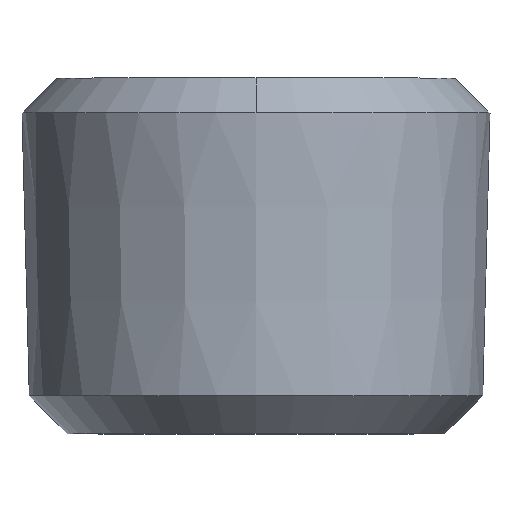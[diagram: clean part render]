
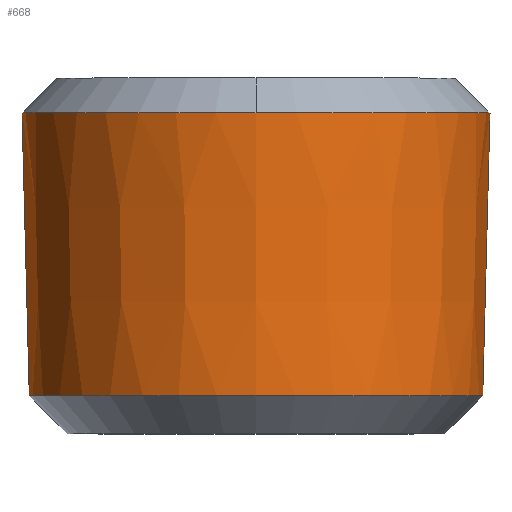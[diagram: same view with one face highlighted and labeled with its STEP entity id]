
A CAD part, top view. The second image highlights one B-rep face of the part: STEP entity #668.
In plain terms, the highlighted conical face has half-angle 1.47 degrees and reference radius 4.954 mm.
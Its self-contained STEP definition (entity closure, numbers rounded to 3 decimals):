
#138 = CIRCLE ( 'NONE', #142, 4.935 ) ;
#140 = CIRCLE ( 'NONE', #146, 4.782 ) ;
#141 = VECTOR ( 'NONE', #681, 1000. ) ;
#142 = AXIS2_PLACEMENT_3D ( 'NONE', #682, #683, #684 ) ;
#143 = CIRCLE ( 'NONE', #144, 4.935 ) ;
#144 = AXIS2_PLACEMENT_3D ( 'NONE', #685, #686, #687 ) ;
#146 = AXIS2_PLACEMENT_3D ( 'NONE', #688, #689, #690 ) ;
#148 = VECTOR ( 'NONE', #692, 1000. ) ;
#194 = AXIS2_PLACEMENT_3D ( 'NONE', #807, #808, #809 ) ;
#196 = CONICAL_SURFACE ( 'NONE', #194, 4.954, 0.026 ) ;
#225 = VERTEX_POINT ( 'NONE', #529 ) ;
#227 = VERTEX_POINT ( 'NONE', #527 ) ;
#228 = VERTEX_POINT ( 'NONE', #526 ) ;
#262 = EDGE_LOOP ( 'NONE', ( #949, #951, #950, #952, #953 ) ) ;
#325 = LINE ( 'NONE', #680, #141 ) ;
#326 = LINE ( 'NONE', #691, #148 ) ;
#354 = FACE_OUTER_BOUND ( 'NONE', #262, .T. ) ;
#526 = CARTESIAN_POINT ( 'NONE',  ( -4.782, 0.8, 0. ) ) ;
#527 = CARTESIAN_POINT ( 'NONE',  ( 4.935, 6.765, 0. ) ) ;
#529 = CARTESIAN_POINT ( 'NONE',  ( -4.935, 6.765, 0. ) ) ;
#624 = EDGE_CURVE ( 'NONE', #228, #225, #325, .T. ) ;
#625 = EDGE_CURVE ( 'NONE', #930, #225, #138, .T. ) ;
#626 = EDGE_CURVE ( 'NONE', #227, #930, #143, .T. ) ;
#627 = EDGE_CURVE ( 'NONE', #886, #228, #140, .T. ) ;
#628 = EDGE_CURVE ( 'NONE', #886, #227, #326, .T. ) ;
#668 = ADVANCED_FACE ( 'NONE', ( #354 ), #196, .T. ) ;
#680 = CARTESIAN_POINT ( 'NONE',  ( -4.954, 7.5, 0. ) ) ;
#681 = DIRECTION ( 'NONE',  ( -0.026, 1., 0. ) ) ;
#682 = CARTESIAN_POINT ( 'NONE',  ( 0., 6.765, 0. ) ) ;
#683 = DIRECTION ( 'NONE',  ( 0., -1., 0. ) ) ;
#684 = DIRECTION ( 'NONE',  ( -1., 0., 0. ) ) ;
#685 = CARTESIAN_POINT ( 'NONE',  ( 0., 6.765, 0. ) ) ;
#686 = DIRECTION ( 'NONE',  ( 0., -1., 0. ) ) ;
#687 = DIRECTION ( 'NONE',  ( -1., 0., 0. ) ) ;
#688 = CARTESIAN_POINT ( 'NONE',  ( 0., 0.8, 0. ) ) ;
#689 = DIRECTION ( 'NONE',  ( 0., -1., 0. ) ) ;
#690 = DIRECTION ( 'NONE',  ( 1., 0., 0. ) ) ;
#691 = CARTESIAN_POINT ( 'NONE',  ( 4.954, 7.5, 0. ) ) ;
#692 = DIRECTION ( 'NONE',  ( 0.026, 1., 0. ) ) ;
#807 = CARTESIAN_POINT ( 'NONE',  ( 0., 7.5, 0. ) ) ;
#808 = DIRECTION ( 'NONE',  ( 0., 1., 0. ) ) ;
#809 = DIRECTION ( 'NONE',  ( -1., 0., 0. ) ) ;
#814 = CARTESIAN_POINT ( 'NONE',  ( 4.782, 0.8, 0. ) ) ;
#856 = CARTESIAN_POINT ( 'NONE',  ( 0., 6.765, 4.935 ) ) ;
#886 = VERTEX_POINT ( 'NONE', #814 ) ;
#930 = VERTEX_POINT ( 'NONE', #856 ) ;
#949 = ORIENTED_EDGE ( 'NONE', *, *, #627, .F. ) ;
#950 = ORIENTED_EDGE ( 'NONE', *, *, #626, .T. ) ;
#951 = ORIENTED_EDGE ( 'NONE', *, *, #628, .T. ) ;
#952 = ORIENTED_EDGE ( 'NONE', *, *, #625, .T. ) ;
#953 = ORIENTED_EDGE ( 'NONE', *, *, #624, .F. ) ;
